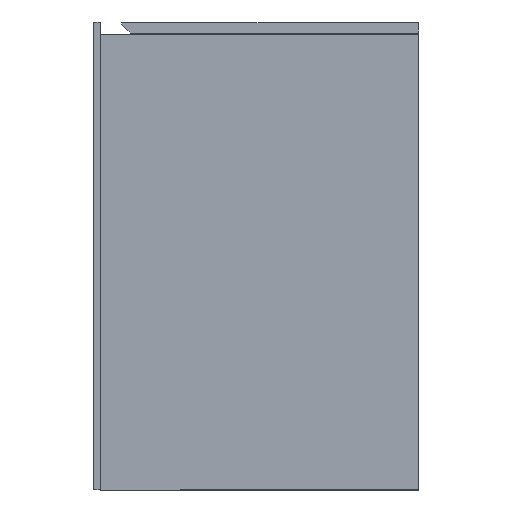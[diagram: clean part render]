
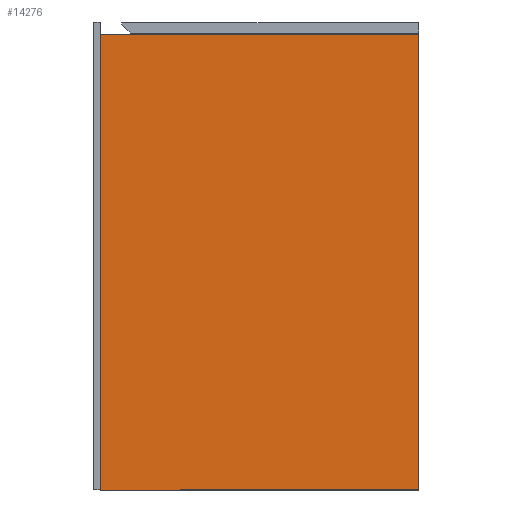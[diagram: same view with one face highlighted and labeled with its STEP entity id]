
A CAD part, left-side view. The second image highlights one B-rep face of the part: STEP entity #14276.
In plain terms, the highlighted planar face has unit normal (-1, 0, 0).
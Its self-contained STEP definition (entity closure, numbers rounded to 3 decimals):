
#387 = DIRECTION ( 'NONE',  ( 1., 0., 0. ) ) ;
#821 = DIRECTION ( 'NONE',  ( 0., 0., 1. ) ) ;
#1186 = ORIENTED_EDGE ( 'NONE', *, *, #8216, .T. ) ;
#1188 = VECTOR ( 'NONE', #821, 1000. ) ;
#2807 = EDGE_CURVE ( 'NONE', #19291, #18803, #16930, .T. ) ;
#2945 = EDGE_LOOP ( 'NONE', ( #12655, #5451, #1186, #12293 ) ) ;
#3074 = DIRECTION ( 'NONE',  ( 0., 0., 1. ) ) ;
#3911 = VERTEX_POINT ( 'NONE', #9216 ) ;
#3961 = CARTESIAN_POINT ( 'NONE',  ( 2., 909.337, -550. ) ) ;
#4287 = LINE ( 'NONE', #7627, #1188 ) ;
#5451 = ORIENTED_EDGE ( 'NONE', *, *, #2807, .T. ) ;
#7617 = AXIS2_PLACEMENT_3D ( 'NONE', #3961, #387, #13883 ) ;
#7627 = CARTESIAN_POINT ( 'NONE',  ( 2., 374., -550. ) ) ;
#8216 = EDGE_CURVE ( 'NONE', #18803, #3911, #16578, .T. ) ;
#8319 = VECTOR ( 'NONE', #20455, 1000. ) ;
#9216 = CARTESIAN_POINT ( 'NONE',  ( 2., 0., -15. ) ) ;
#9665 = CARTESIAN_POINT ( 'NONE',  ( 2., 0., -550. ) ) ;
#9725 = EDGE_CURVE ( 'NONE', #19291, #17007, #4287, .T. ) ;
#10801 = VECTOR ( 'NONE', #3074, 1000. ) ;
#11187 = CARTESIAN_POINT ( 'NONE',  ( 2., 374., -550. ) ) ;
#12226 = FACE_OUTER_BOUND ( 'NONE', #2945, .T. ) ;
#12293 = ORIENTED_EDGE ( 'NONE', *, *, #14570, .F. ) ;
#12655 = ORIENTED_EDGE ( 'NONE', *, *, #9725, .F. ) ;
#12955 = LINE ( 'NONE', #19850, #14033 ) ;
#13883 = DIRECTION ( 'NONE',  ( 0., 0., -1. ) ) ;
#14033 = VECTOR ( 'NONE', #21520, 1000. ) ;
#14276 = ADVANCED_FACE ( 'NONE', ( #12226 ), #17237, .F. ) ;
#14570 = EDGE_CURVE ( 'NONE', #17007, #3911, #12955, .T. ) ;
#16578 = LINE ( 'NONE', #9665, #10801 ) ;
#16930 = LINE ( 'NONE', #17045, #8319 ) ;
#17007 = VERTEX_POINT ( 'NONE', #21209 ) ;
#17045 = CARTESIAN_POINT ( 'NONE',  ( 2., 909.337, -550. ) ) ;
#17237 = PLANE ( 'NONE',  #7617 ) ;
#17646 = CARTESIAN_POINT ( 'NONE',  ( 2., 0., -550. ) ) ;
#18803 = VERTEX_POINT ( 'NONE', #17646 ) ;
#19291 = VERTEX_POINT ( 'NONE', #11187 ) ;
#19850 = CARTESIAN_POINT ( 'NONE',  ( 2., 909.337, -15. ) ) ;
#20455 = DIRECTION ( 'NONE',  ( 0., -1., 0. ) ) ;
#21209 = CARTESIAN_POINT ( 'NONE',  ( 2., 374., -15. ) ) ;
#21520 = DIRECTION ( 'NONE',  ( 0., -1., 0. ) ) ;
